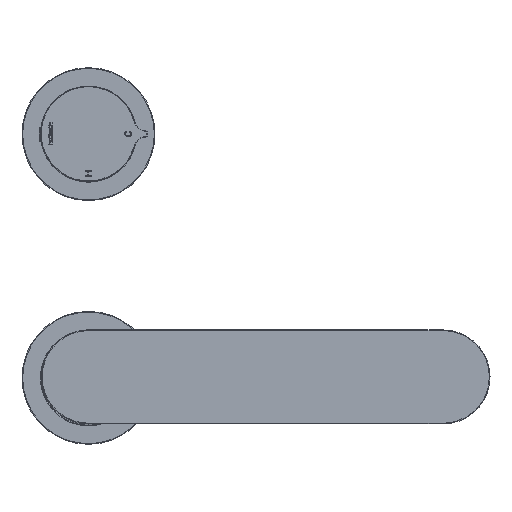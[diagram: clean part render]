
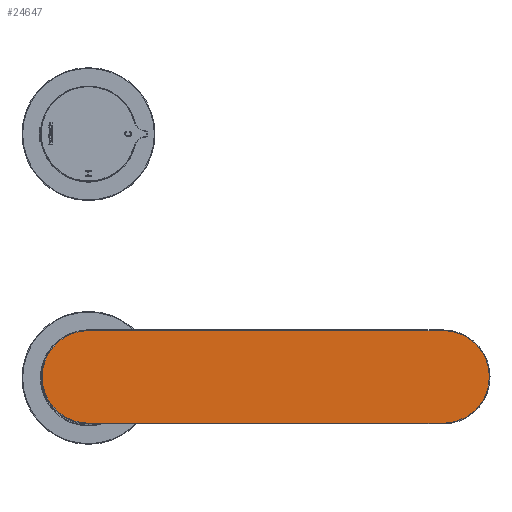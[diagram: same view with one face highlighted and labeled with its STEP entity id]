
A CAD part, top view. The second image highlights one B-rep face of the part: STEP entity #24647.
In plain terms, the highlighted planar face has unit normal (0, 0, 1).
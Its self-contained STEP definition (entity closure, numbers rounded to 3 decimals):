
#2671=LINE('',#53162,#5283);
#2672=LINE('',#53167,#5284);
#5283=VECTOR('',#31791,1000.);
#5284=VECTOR('',#31794,1000.);
#6528=PLANE('',#26194);
#12770=ORIENTED_EDGE('',*,*,#16058,.T.);
#12771=ORIENTED_EDGE('',*,*,#16059,.T.);
#12772=ORIENTED_EDGE('',*,*,#16060,.T.);
#12773=ORIENTED_EDGE('',*,*,#16061,.T.);
#16058=EDGE_CURVE('',#18226,#18227,#2671,.F.);
#16059=EDGE_CURVE('',#18227,#18228,#18624,.F.);
#16060=EDGE_CURVE('',#18228,#18229,#2672,.T.);
#16061=EDGE_CURVE('',#18229,#18226,#18625,.F.);
#18226=VERTEX_POINT('',#53163);
#18227=VERTEX_POINT('',#53164);
#18228=VERTEX_POINT('',#53166);
#18229=VERTEX_POINT('',#53168);
#18624=CIRCLE('',#26195,20.9);
#18625=CIRCLE('',#26196,20.9);
#20122=EDGE_LOOP('',(#12770,#12771,#12772,#12773));
#21655=FACE_BOUND('',#20122,.T.);
#24647=ADVANCED_FACE('',(#21655),#6528,.F.);
#26194=AXIS2_PLACEMENT_3D('',#53161,#31789,#31790);
#26195=AXIS2_PLACEMENT_3D('',#53165,#31792,#31793);
#26196=AXIS2_PLACEMENT_3D('',#53169,#31795,#31796);
#31789=DIRECTION('',(0.,0.,-1.));
#31790=DIRECTION('',(-1.,0.,0.));
#31791=DIRECTION('',(-1.,0.,0.));
#31792=DIRECTION('',(0.,0.,-1.));
#31793=DIRECTION('',(-1.,0.,0.));
#31794=DIRECTION('',(-1.,0.,0.));
#31795=DIRECTION('',(0.,0.,-1.));
#31796=DIRECTION('',(-1.,0.,0.));
#53161=CARTESIAN_POINT('',(0.,0.,116.));
#53162=CARTESIAN_POINT('',(160.,-20.9,116.));
#53163=CARTESIAN_POINT('',(0.,-20.9,116.));
#53164=CARTESIAN_POINT('',(160.,-20.9,116.));
#53165=CARTESIAN_POINT('',(160.,0.,116.));
#53166=CARTESIAN_POINT('',(160.,20.9,116.));
#53167=CARTESIAN_POINT('',(0.,20.9,116.));
#53168=CARTESIAN_POINT('',(0.,20.9,116.));
#53169=CARTESIAN_POINT('',(0.,0.,116.));
